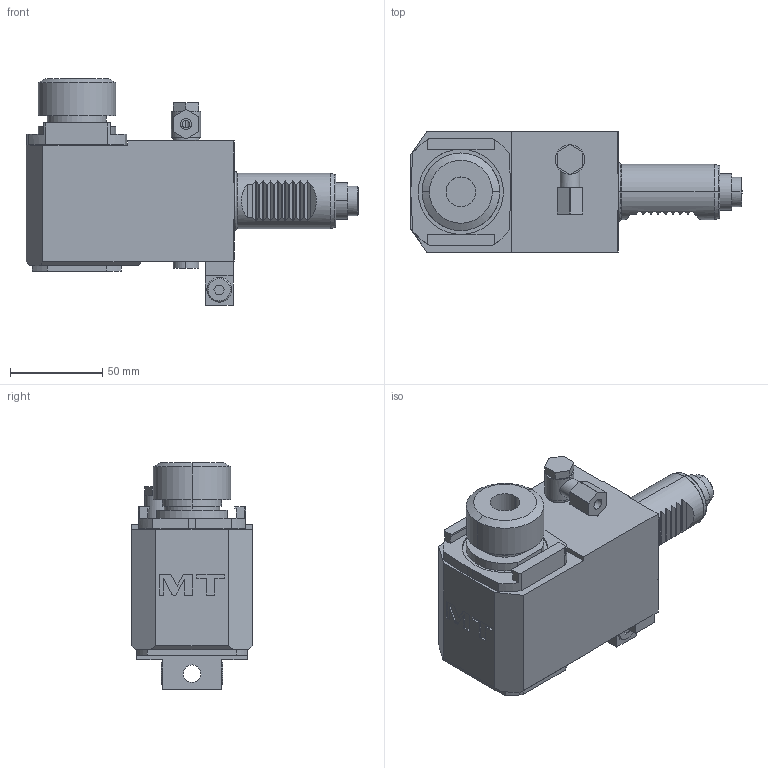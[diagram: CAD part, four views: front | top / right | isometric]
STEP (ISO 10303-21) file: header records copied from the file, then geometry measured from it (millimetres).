
FILE_DESCRIPTION((''),'2;1');
FILE_NAME('SAU0081125_CONF','2023-11-15T16:56:28',('smalpassi'),('M.T. srl'),'CREO PARAMETRIC BY PTC INC, 2021072','CREO PARAMETRIC BY PTC INC, 2021072','');
FILE_SCHEMA(('CONFIG_CONTROL_DESIGN'));
Length unit declared in the file: millimetre
Products named in the file (1): SAU0081125_CONF
Bounding box: 179.5 x 65 x 122.66 mm (x, y, z)
Volume: 588470.2 mm3; surface area: 63014.4 mm2
Topology: 1 solids, 1 shells, 288 faces, 724 edges, 471 vertices
Faces by surface type: plane 174, cylinder 82, cone 22, torus 8, extrusion 2
Entity records: 9164 total; most frequent: CARTESIAN_POINT 2151, ORIENTED_EDGE 1444, DIRECTION 1436, EDGE_CURVE 722, AXIS2_PLACEMENT_3D 492, VERTEX_POINT 471, VECTOR 452, LINE 450
